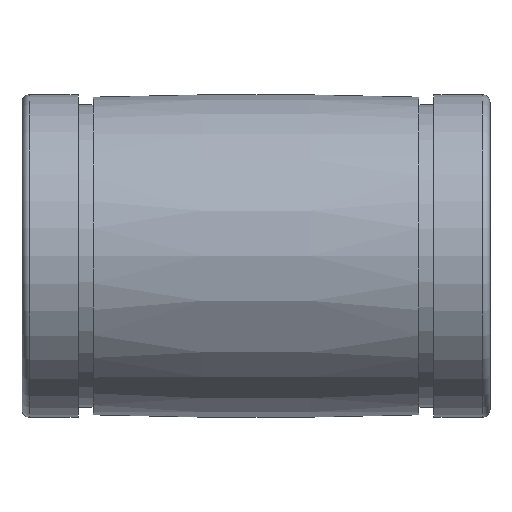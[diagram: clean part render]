
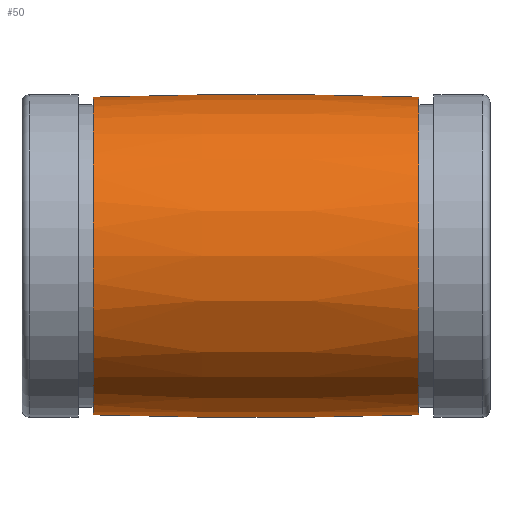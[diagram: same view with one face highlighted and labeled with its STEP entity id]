
A CAD part, top view. The second image highlights one B-rep face of the part: STEP entity #50.
In plain terms, the highlighted free-form (B-spline) face has degree [3, 3] with [4, 7] control points.
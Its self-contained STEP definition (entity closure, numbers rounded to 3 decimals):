
#50 = ADVANCED_FACE( '', ( #109, #110 ), #111, .T. );
#109 = FACE_OUTER_BOUND( '', #180, .T. );
#110 = FACE_OUTER_BOUND( '', #181, .T. );
#111 = ( BOUNDED_SURFACE(  )B_SPLINE_SURFACE( 3, 3, ( ( #184, #185, #186, #187, #188, #189, #190 ), ( #191, #192, #193, #194, #195, #196, #197 ), ( #198, #199, #200, #201, #202, #203, #204 ), ( #205, #206, #207, #208, #209, #210, #211 ) ), .UNSPECIFIED., .F., .T., .F. )B_SPLINE_SURFACE_WITH_KNOTS( ( 4, 4 ), ( 4, 3, 4 ), ( 0., 6.283 ), ( -0.031, 0., 0.031 ), .UNSPECIFIED. )GEOMETRIC_REPRESENTATION_ITEM(  )RATIONAL_B_SPLINE_SURFACE( ( ( 1., 0.333, 0.333, 1., 0.333, 0.333, 1. ), ( 1., 0.333, 0.333, 1., 0.333, 0.333, 1. ), ( 1., 0.333, 0.333, 1., 0.333, 0.333, 1. ), ( 1., 0.333, 0.333, 1., 0.333, 0.333, 1. ) ) )REPRESENTATION_ITEM( '' )SURFACE(  ) );
#180 = EDGE_LOOP( '', ( #289 ) );
#181 = EDGE_LOOP( '', ( #290 ) );
#184 = CARTESIAN_POINT( '', ( 49.2, 0., -19.688 ) );
#185 = CARTESIAN_POINT( '', ( 49.2, 39.375, -19.688 ) );
#186 = CARTESIAN_POINT( '', ( 49.2, 39.375, 19.688 ) );
#187 = CARTESIAN_POINT( '', ( 49.2, 0., 19.688 ) );
#188 = CARTESIAN_POINT( '', ( 49.2, -39.375, 19.688 ) );
#189 = CARTESIAN_POINT( '', ( 49.2, -39.375, -19.688 ) );
#190 = CARTESIAN_POINT( '', ( 49.2, 0., -19.688 ) );
#191 = CARTESIAN_POINT( '', ( 35.735, 0., -20.104 ) );
#192 = CARTESIAN_POINT( '', ( 35.735, 40.208, -20.104 ) );
#193 = CARTESIAN_POINT( '', ( 35.735, 40.208, 20.104 ) );
#194 = CARTESIAN_POINT( '', ( 35.735, 0., 20.104 ) );
#195 = CARTESIAN_POINT( '', ( 35.735, -40.208, 20.104 ) );
#196 = CARTESIAN_POINT( '', ( 35.735, -40.208, -20.104 ) );
#197 = CARTESIAN_POINT( '', ( 35.735, 0., -20.104 ) );
#198 = CARTESIAN_POINT( '', ( 22.265, 0., -20.104 ) );
#199 = CARTESIAN_POINT( '', ( 22.265, 40.208, -20.104 ) );
#200 = CARTESIAN_POINT( '', ( 22.265, 40.208, 20.104 ) );
#201 = CARTESIAN_POINT( '', ( 22.265, 0., 20.104 ) );
#202 = CARTESIAN_POINT( '', ( 22.265, -40.208, 20.104 ) );
#203 = CARTESIAN_POINT( '', ( 22.265, -40.208, -20.104 ) );
#204 = CARTESIAN_POINT( '', ( 22.265, 0., -20.104 ) );
#205 = CARTESIAN_POINT( '', ( 8.8, 0., -19.688 ) );
#206 = CARTESIAN_POINT( '', ( 8.8, 39.375, -19.688 ) );
#207 = CARTESIAN_POINT( '', ( 8.8, 39.375, 19.688 ) );
#208 = CARTESIAN_POINT( '', ( 8.8, 0., 19.688 ) );
#209 = CARTESIAN_POINT( '', ( 8.8, -39.375, 19.688 ) );
#210 = CARTESIAN_POINT( '', ( 8.8, -39.375, -19.688 ) );
#211 = CARTESIAN_POINT( '', ( 8.8, 0., -19.688 ) );
#289 = ORIENTED_EDGE( '', *, *, #367, .T. );
#290 = ORIENTED_EDGE( '', *, *, #368, .F. );
#367 = EDGE_CURVE( '', #409, #409, #410, .T. );
#368 = EDGE_CURVE( '', #411, #411, #412, .T. );
#409 = VERTEX_POINT( '', #457 );
#410 = CIRCLE( '', #458, 19.688 );
#411 = VERTEX_POINT( '', #459 );
#412 = CIRCLE( '', #460, 19.688 );
#457 = CARTESIAN_POINT( '', ( 8.8, 0., -19.688 ) );
#458 = AXIS2_PLACEMENT_3D( '', #509, #510, #511 );
#459 = CARTESIAN_POINT( '', ( 49.2, 0., -19.688 ) );
#460 = AXIS2_PLACEMENT_3D( '', #512, #513, #514 );
#509 = CARTESIAN_POINT( '', ( 8.8, 0., 0. ) );
#510 = DIRECTION( '', ( 1., 0., 0. ) );
#511 = DIRECTION( '', ( 0., 0., -1. ) );
#512 = CARTESIAN_POINT( '', ( 49.2, 0., 0. ) );
#513 = DIRECTION( '', ( 1., 0., 0. ) );
#514 = DIRECTION( '', ( 0., 0., -1. ) );
